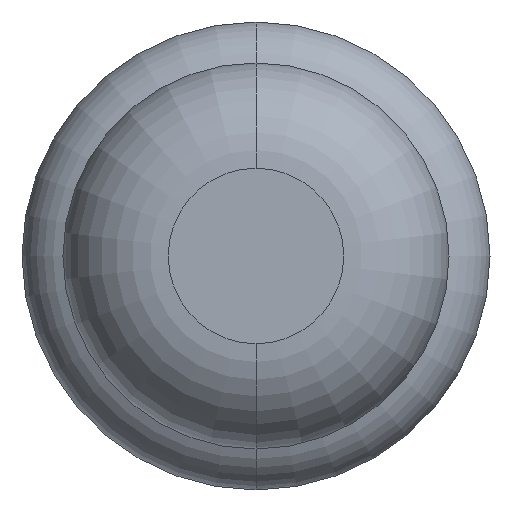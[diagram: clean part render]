
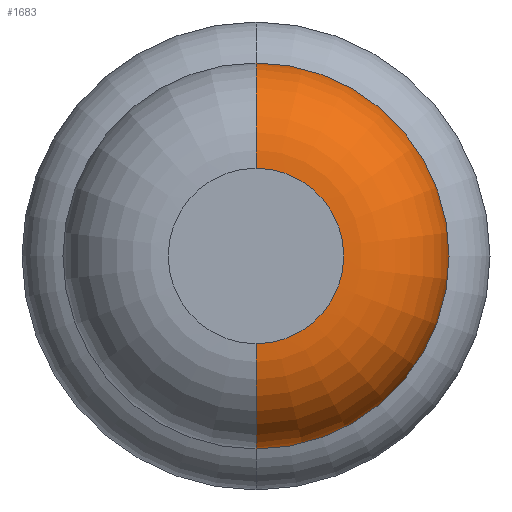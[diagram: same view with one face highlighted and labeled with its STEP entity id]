
A CAD part, front view. The second image highlights one B-rep face of the part: STEP entity #1683.
In plain terms, the highlighted toroidal (fillet/blend) face has major radius 0.375 mm and minor radius 0.45 mm.
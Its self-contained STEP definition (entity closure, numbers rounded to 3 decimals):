
#5 = DIRECTION ( 'NONE',  ( 0., 0., 1. ) ) ;
#99 = ORIENTED_EDGE ( 'NONE', *, *, #2100, .F. ) ;
#160 = CARTESIAN_POINT ( 'NONE',  ( 0., -27.4, 0.375 ) ) ;
#322 = DIRECTION ( 'NONE',  ( 0., 0., -1. ) ) ;
#622 = CIRCLE ( 'NONE', #899, 0.45 ) ;
#625 = EDGE_CURVE ( 'Defeature ausgef�hrt1_36+Defeature ausgef�hrt1_35+Defeature ausgef�hrt1_35+Defeature ausgef�hrt1_35', #2427, #3303, #2950, .T. ) ;
#640 = CIRCLE ( 'NONE', #2221, 0.825 ) ;
#745 = DIRECTION ( 'NONE',  ( 0., 1., 0. ) ) ;
#781 = CARTESIAN_POINT ( 'NONE',  ( 0., -26.95, 0.825 ) ) ;
#899 = AXIS2_PLACEMENT_3D ( 'NONE', #1193, #3492, #5 ) ;
#914 = AXIS2_PLACEMENT_3D ( 'NONE', #1591, #2421, #2152 ) ;
#1193 = CARTESIAN_POINT ( 'NONE',  ( 0., -26.95, 0.375 ) ) ;
#1204 = ORIENTED_EDGE ( 'NONE', *, *, #2978, .F. ) ;
#1312 = CARTESIAN_POINT ( 'NONE',  ( 0., -26.95, -0.825 ) ) ;
#1374 = EDGE_CURVE ( 'NONE', #3303, #3553, #1733, .T. ) ;
#1414 = AXIS2_PLACEMENT_3D ( 'NONE', #2090, #3559, #322 ) ;
#1577 = ORIENTED_EDGE ( 'NONE', *, *, #625, .T. ) ;
#1591 = CARTESIAN_POINT ( 'NONE',  ( 0., -27.4, 0. ) ) ;
#1683 = ADVANCED_FACE ( 'Defeature ausgef�hrt1_36', ( #2417 ), #3421, .T. ) ;
#1733 = CIRCLE ( 'NONE', #1414, 0.45 ) ;
#1775 = VERTEX_POINT ( 'NONE', #781 ) ;
#1779 = CARTESIAN_POINT ( 'NONE',  ( 0., -26.95, 0. ) ) ;
#2072 = DIRECTION ( 'NONE',  ( 0., 1., 0. ) ) ;
#2090 = CARTESIAN_POINT ( 'NONE',  ( 0., -26.95, -0.375 ) ) ;
#2100 = EDGE_CURVE ( 'Defeature ausgef�hrt1_37+Defeature ausgef�hrt1_36+Defeature ausgef�hrt1_36+Defeature ausgef�hrt1_36', #1775, #3553, #640, .T. ) ;
#2122 = AXIS2_PLACEMENT_3D ( 'NONE', #3063, #745, #2780 ) ;
#2152 = DIRECTION ( 'NONE',  ( 0., 0., 1. ) ) ;
#2221 = AXIS2_PLACEMENT_3D ( 'NONE', #1779, #2072, #2693 ) ;
#2417 = FACE_OUTER_BOUND ( 'NONE', #2683, .T. ) ;
#2421 = DIRECTION ( 'NONE',  ( 0., 1., 0. ) ) ;
#2427 = VERTEX_POINT ( 'NONE', #160 ) ;
#2683 = EDGE_LOOP ( 'NONE', ( #1577, #2977, #99, #1204 ) ) ;
#2693 = DIRECTION ( 'NONE',  ( 0., 0., 1. ) ) ;
#2780 = DIRECTION ( 'NONE',  ( 0., 0., 1. ) ) ;
#2950 = CIRCLE ( 'NONE', #914, 0.375 ) ;
#2977 = ORIENTED_EDGE ( 'NONE', *, *, #1374, .T. ) ;
#2978 = EDGE_CURVE ( 'NONE', #2427, #1775, #622, .T. ) ;
#3063 = CARTESIAN_POINT ( 'NONE',  ( 0., -26.95, 0. ) ) ;
#3303 = VERTEX_POINT ( 'NONE', #3618 ) ;
#3421 = TOROIDAL_SURFACE ( 'NONE', #2122, 0.375, 0.45 ) ;
#3492 = DIRECTION ( 'NONE',  ( -1., 0., 0. ) ) ;
#3553 = VERTEX_POINT ( 'NONE', #1312 ) ;
#3559 = DIRECTION ( 'NONE',  ( 1., 0., 0. ) ) ;
#3618 = CARTESIAN_POINT ( 'NONE',  ( 0., -27.4, -0.375 ) ) ;
